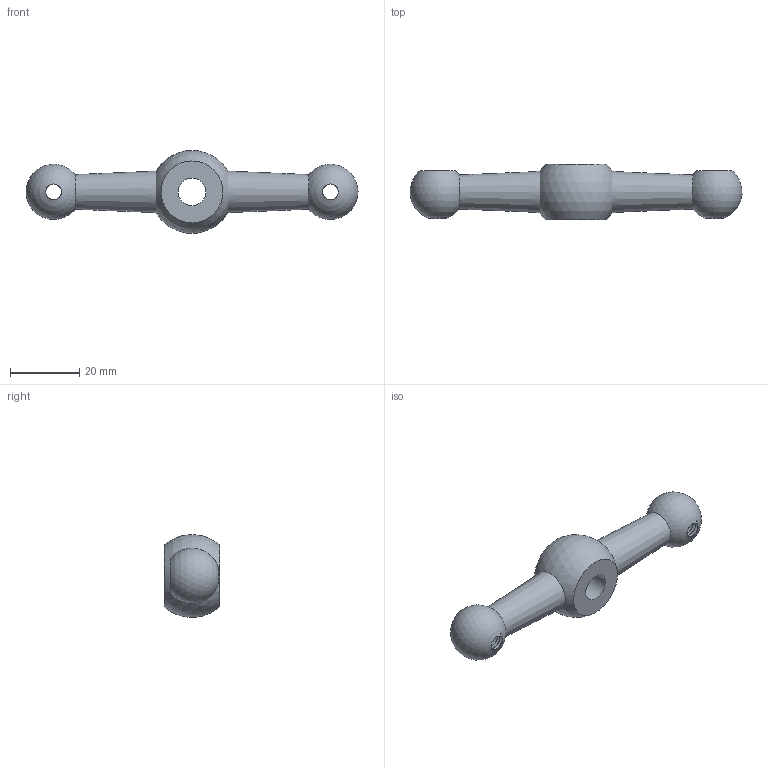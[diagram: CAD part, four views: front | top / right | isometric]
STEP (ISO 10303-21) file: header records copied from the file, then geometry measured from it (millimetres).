
FILE_DESCRIPTION(/* description */ (''),/* implementation_level */ '2;1');
FILE_NAME(/* name */ 'WH40_N.dxf',/* time_stamp */ '2012-11-23T18:29:27+08:00',/* author */ (''),/* organization */ (''),/* preprocessor_version */ 'ST-DEVELOPER v9',/* originating_system */ 'UGS - NX 4.0',/* authorisation */ '');
FILE_SCHEMA (('CONFIG_CONTROL_DESIGN'));
Length unit declared in the file: millimetre
Products named in the file (1): Admi92A0xrsv
Bounding box: 95.95 x 16 x 23.88 mm (x, y, z)
Surface area: 5521.4 mm2 (no closed solid volume)
Topology: 0 solids, 1 shells, 44 faces, 124 edges, 82 vertices
Faces by surface type: cylinder 29, plane 6, bspline 4, sphere 3, cone 2
Full cylindrical faces by diameter (mm): 4.6 x24, 8 x1
Entity records: 7582 total; most frequent: CARTESIAN_POINT 7101, ORIENTED_EDGE 72, DIRECTION 70, EDGE_LOOP 36, EDGE_CURVE 36, AXIS2_PLACEMENT_3D 33, VERTEX_POINT 28, FACE_BOUND 22
